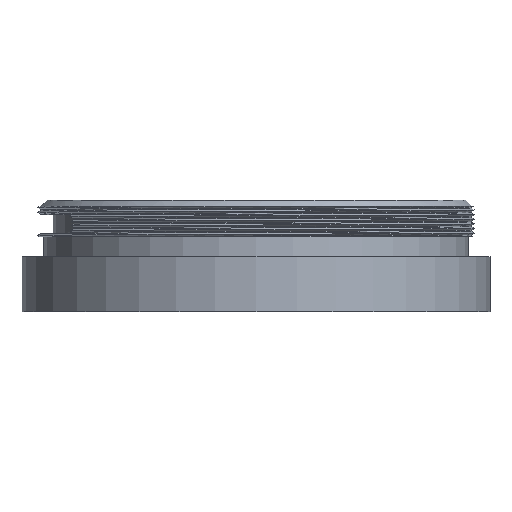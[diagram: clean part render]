
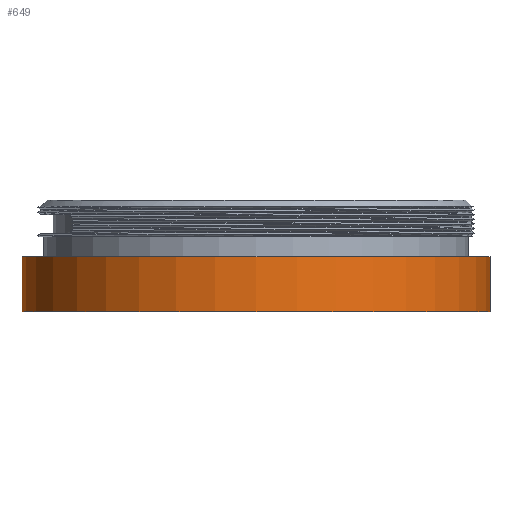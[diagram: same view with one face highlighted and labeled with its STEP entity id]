
A CAD part, front view. The second image highlights one B-rep face of the part: STEP entity #649.
In plain terms, the highlighted cylindrical face has radius 38 mm (diameter 76 mm), a full revolution.
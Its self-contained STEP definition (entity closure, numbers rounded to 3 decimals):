
#230=ORIENTED_EDGE('',*,*,#396,.T.);
#231=ORIENTED_EDGE('',*,*,#393,.F.);
#393=EDGE_CURVE('',#475,#475,#513,.T.);
#396=EDGE_CURVE('',#478,#478,#516,.T.);
#475=VERTEX_POINT('',#1085);
#478=VERTEX_POINT('',#1093);
#513=CIRCLE('',#722,38.);
#516=CIRCLE('',#727,38.);
#539=EDGE_LOOP('',(#230));
#540=EDGE_LOOP('',(#231));
#590=FACE_BOUND('',#539,.T.);
#591=FACE_BOUND('',#540,.T.);
#625=CYLINDRICAL_SURFACE('',#726,38.);
#649=ADVANCED_FACE('',(#590,#591),#625,.T.);
#722=AXIS2_PLACEMENT_3D('',#1084,#824,#825);
#726=AXIS2_PLACEMENT_3D('',#1091,#832,#833);
#727=AXIS2_PLACEMENT_3D('',#1092,#834,#835);
#824=DIRECTION('',(0.,0.,1.));
#825=DIRECTION('',(1.,0.,0.));
#832=DIRECTION('',(0.,0.,1.));
#833=DIRECTION('',(1.,0.,0.));
#834=DIRECTION('',(0.,0.,1.));
#835=DIRECTION('',(1.,0.,0.));
#1084=CARTESIAN_POINT('',(0.,0.,-9.25));
#1085=CARTESIAN_POINT('',(38.,0.,-9.25));
#1091=CARTESIAN_POINT('',(0.,0.,-158.8));
#1092=CARTESIAN_POINT('',(0.,0.,-18.186));
#1093=CARTESIAN_POINT('',(38.,0.,-18.186));
